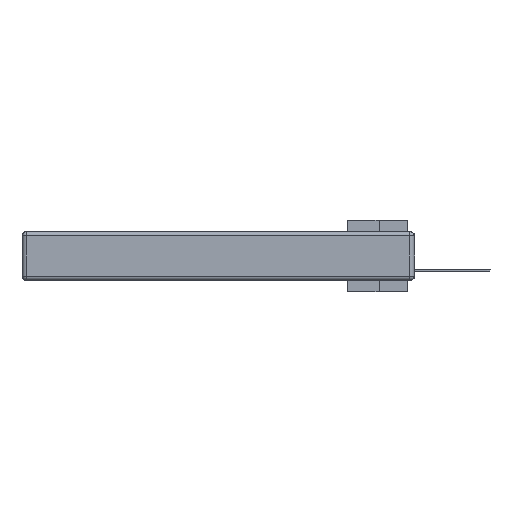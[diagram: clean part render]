
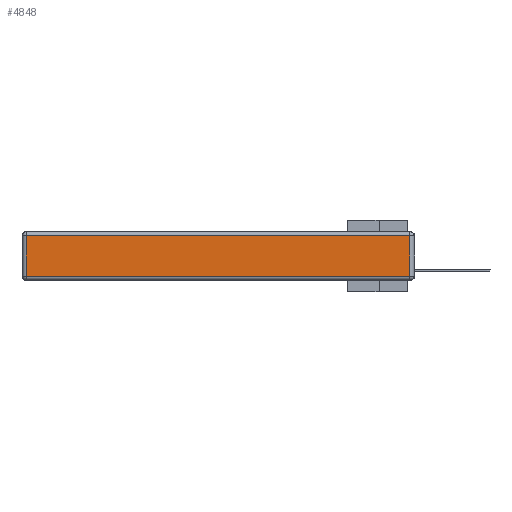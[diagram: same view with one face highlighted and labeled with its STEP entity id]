
A CAD part, left-side view. The second image highlights one B-rep face of the part: STEP entity #4848.
In plain terms, the highlighted planar face has unit normal (-1, 0, 0).
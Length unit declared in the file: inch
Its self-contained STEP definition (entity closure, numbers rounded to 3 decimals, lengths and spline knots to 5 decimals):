
#34 = LINE ( 'NONE', #12605, #780 ) ;
#780 = VECTOR ( 'NONE', #19274, 39.37008 ) ;
#1809 = LINE ( 'NONE', #6599, #15637 ) ;
#2930 = DIRECTION ( 'NONE',  ( 0., 1., 0. ) ) ;
#4848 = ADVANCED_FACE ( 'NONE', ( #20087 ), #10571, .T. ) ;
#6379 = EDGE_CURVE ( 'NONE', #11154, #16722, #34, .T. ) ;
#6581 = ORIENTED_EDGE ( 'NONE', *, *, #6379, .T. ) ;
#6599 = CARTESIAN_POINT ( 'NONE',  ( 0., 0., -0.313 ) ) ;
#6996 = ORIENTED_EDGE ( 'NONE', *, *, #30500, .T. ) ;
#9241 = CARTESIAN_POINT ( 'NONE',  ( 0., 2.72, -0.03 ) ) ;
#10571 = PLANE ( 'NONE',  #21698 ) ;
#10695 = ORIENTED_EDGE ( 'NONE', *, *, #29099, .T. ) ;
#11047 = CARTESIAN_POINT ( 'NONE',  ( 0., 0., -0.343 ) ) ;
#11154 = VERTEX_POINT ( 'NONE', #9241 ) ;
#11496 = CARTESIAN_POINT ( 'NONE',  ( 0., 0.03, -0.03 ) ) ;
#11518 = DIRECTION ( 'NONE',  ( 0., -1., 0. ) ) ;
#12605 = CARTESIAN_POINT ( 'NONE',  ( 0., 2.72, -0.343 ) ) ;
#13474 = VERTEX_POINT ( 'NONE', #11496 ) ;
#13899 = CARTESIAN_POINT ( 'NONE',  ( 0., 0.03, -0.343 ) ) ;
#14343 = VERTEX_POINT ( 'NONE', #22017 ) ;
#15175 = CARTESIAN_POINT ( 'NONE',  ( 0., 2.75, -0.03 ) ) ;
#15484 = DIRECTION ( 'NONE',  ( 0., 0., 1. ) ) ;
#15637 = VECTOR ( 'NONE', #11518, 39.37008 ) ;
#16722 = VERTEX_POINT ( 'NONE', #17092 ) ;
#17092 = CARTESIAN_POINT ( 'NONE',  ( 0., 2.72, -0.313 ) ) ;
#17159 = EDGE_CURVE ( 'NONE', #13474, #11154, #24680, .T. ) ;
#18644 = LINE ( 'NONE', #13899, #26709 ) ;
#19274 = DIRECTION ( 'NONE',  ( 0., 0., -1. ) ) ;
#19672 = VECTOR ( 'NONE', #2930, 39.37008 ) ;
#20087 = FACE_OUTER_BOUND ( 'NONE', #20294, .T. ) ;
#20294 = EDGE_LOOP ( 'NONE', ( #6996, #10695, #29519, #6581 ) ) ;
#21698 = AXIS2_PLACEMENT_3D ( 'NONE', #11047, #27536, #15484 ) ;
#22017 = CARTESIAN_POINT ( 'NONE',  ( 0., 0.03, -0.313 ) ) ;
#24680 = LINE ( 'NONE', #15175, #19672 ) ;
#26709 = VECTOR ( 'NONE', #27715, 39.37008 ) ;
#27536 = DIRECTION ( 'NONE',  ( -1., 0., 0. ) ) ;
#27715 = DIRECTION ( 'NONE',  ( 0., 0., 1. ) ) ;
#29099 = EDGE_CURVE ( 'NONE', #14343, #13474, #18644, .T. ) ;
#29519 = ORIENTED_EDGE ( 'NONE', *, *, #17159, .T. ) ;
#30500 = EDGE_CURVE ( 'NONE', #16722, #14343, #1809, .T. ) ;
